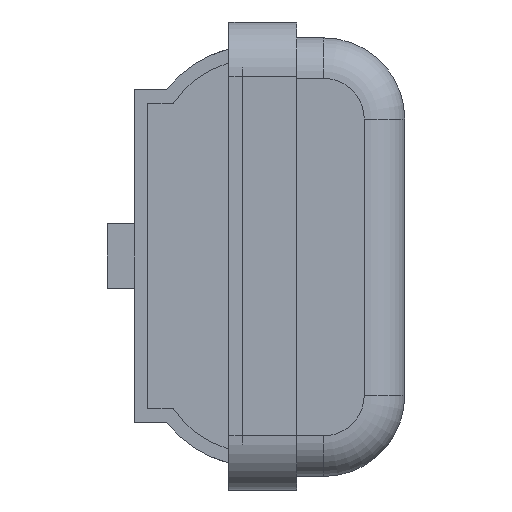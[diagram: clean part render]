
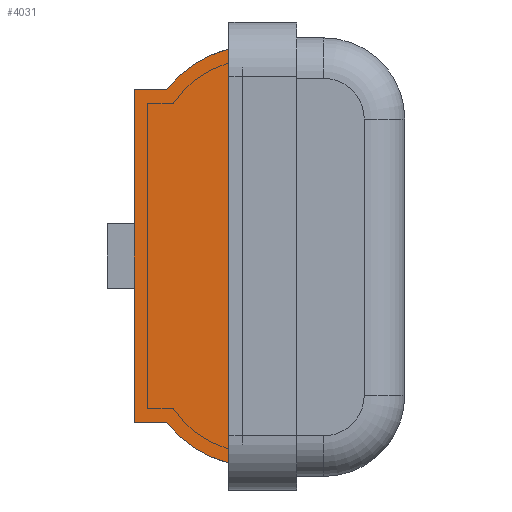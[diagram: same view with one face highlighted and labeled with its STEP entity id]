
A CAD part, left-side view. The second image highlights one B-rep face of the part: STEP entity #4031.
In plain terms, the highlighted planar face has unit normal (-1, 0, 0).
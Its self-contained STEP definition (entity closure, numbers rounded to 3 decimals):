
#41 = CARTESIAN_POINT ( 'NONE',  ( -51.835, 25., -136.759 ) ) ;
#46 = LINE ( 'NONE', #146, #4389 ) ;
#109 = EDGE_CURVE ( 'NONE', #1767, #1809, #1684, .T. ) ;
#146 = CARTESIAN_POINT ( 'NONE',  ( -51.835, 25., -121.759 ) ) ;
#149 = VECTOR ( 'NONE', #2521, 1000. ) ;
#190 = DIRECTION ( 'NONE',  ( -1., 0., 0. ) ) ;
#254 = LINE ( 'NONE', #4247, #149 ) ;
#417 = EDGE_CURVE ( 'NONE', #1767, #981, #1615, .T. ) ;
#512 = LINE ( 'NONE', #834, #2157 ) ;
#690 = FACE_OUTER_BOUND ( 'NONE', #4208, .T. ) ;
#720 = ORIENTED_EDGE ( 'NONE', *, *, #417, .F. ) ;
#834 = CARTESIAN_POINT ( 'NONE',  ( -51.835, 25., 1.241 ) ) ;
#930 = CARTESIAN_POINT ( 'NONE',  ( -51.835, 60., 1.241 ) ) ;
#981 = VERTEX_POINT ( 'NONE', #3322 ) ;
#1091 = DIRECTION ( 'NONE',  ( 0., 0., 1. ) ) ;
#1188 = DIRECTION ( 'NONE',  ( 0., 1., 0. ) ) ;
#1241 = VERTEX_POINT ( 'NONE', #1716 ) ;
#1283 = CARTESIAN_POINT ( 'NONE',  ( -51.835, 25., 16.241 ) ) ;
#1615 = CIRCLE ( 'NONE', #2930, 42.078 ) ;
#1640 = AXIS2_PLACEMENT_3D ( 'NONE', #41, #3155, #1091 ) ;
#1684 = LINE ( 'NONE', #3443, #3400 ) ;
#1716 = CARTESIAN_POINT ( 'NONE',  ( -51.835, 60., -121.759 ) ) ;
#1750 = VERTEX_POINT ( 'NONE', #930 ) ;
#1767 = VERTEX_POINT ( 'NONE', #2661 ) ;
#1809 = VERTEX_POINT ( 'NONE', #1283 ) ;
#1818 = DIRECTION ( 'NONE',  ( 0., 0., 1. ) ) ;
#1941 = CIRCLE ( 'NONE', #2017, 42.078 ) ;
#1954 = ORIENTED_EDGE ( 'NONE', *, *, #3642, .F. ) ;
#2017 = AXIS2_PLACEMENT_3D ( 'NONE', #2261, #190, #2605 ) ;
#2157 = VECTOR ( 'NONE', #1188, 1000. ) ;
#2261 = CARTESIAN_POINT ( 'NONE',  ( -51.835, 14.964, -24.623 ) ) ;
#2521 = DIRECTION ( 'NONE',  ( 0., 0., 1. ) ) ;
#2557 = ORIENTED_EDGE ( 'NONE', *, *, #4175, .T. ) ;
#2605 = DIRECTION ( 'NONE',  ( 0., 0., 1. ) ) ;
#2661 = CARTESIAN_POINT ( 'NONE',  ( -51.835, 25., -136.759 ) ) ;
#2711 = CARTESIAN_POINT ( 'NONE',  ( -51.835, 14.964, -95.895 ) ) ;
#2800 = PLANE ( 'NONE',  #1640 ) ;
#2930 = AXIS2_PLACEMENT_3D ( 'NONE', #2711, #3903, #1818 ) ;
#3037 = ORIENTED_EDGE ( 'NONE', *, *, #3594, .F. ) ;
#3155 = DIRECTION ( 'NONE',  ( -1., 0., 0. ) ) ;
#3322 = CARTESIAN_POINT ( 'NONE',  ( -51.835, 48.155, -121.759 ) ) ;
#3400 = VECTOR ( 'NONE', #3419, 1000. ) ;
#3419 = DIRECTION ( 'NONE',  ( 0., 0., 1. ) ) ;
#3443 = CARTESIAN_POINT ( 'NONE',  ( -51.835, 25., -136.759 ) ) ;
#3465 = ORIENTED_EDGE ( 'NONE', *, *, #109, .T. ) ;
#3582 = CARTESIAN_POINT ( 'NONE',  ( -51.835, 48.155, 1.241 ) ) ;
#3584 = DIRECTION ( 'NONE',  ( 0., 1., 0. ) ) ;
#3594 = EDGE_CURVE ( 'NONE', #1241, #1750, #254, .T. ) ;
#3642 = EDGE_CURVE ( 'NONE', #981, #1241, #46, .T. ) ;
#3903 = DIRECTION ( 'NONE',  ( 1., 0., 0. ) ) ;
#4031 = ADVANCED_FACE ( 'NONE', ( #690 ), #2800, .T. ) ;
#4040 = ORIENTED_EDGE ( 'NONE', *, *, #4270, .T. ) ;
#4157 = VERTEX_POINT ( 'NONE', #3582 ) ;
#4175 = EDGE_CURVE ( 'NONE', #4157, #1750, #512, .T. ) ;
#4208 = EDGE_LOOP ( 'NONE', ( #1954, #720, #3465, #4040, #2557, #3037 ) ) ;
#4247 = CARTESIAN_POINT ( 'NONE',  ( -51.835, 60., -136.759 ) ) ;
#4270 = EDGE_CURVE ( 'NONE', #1809, #4157, #1941, .T. ) ;
#4389 = VECTOR ( 'NONE', #3584, 1000. ) ;
